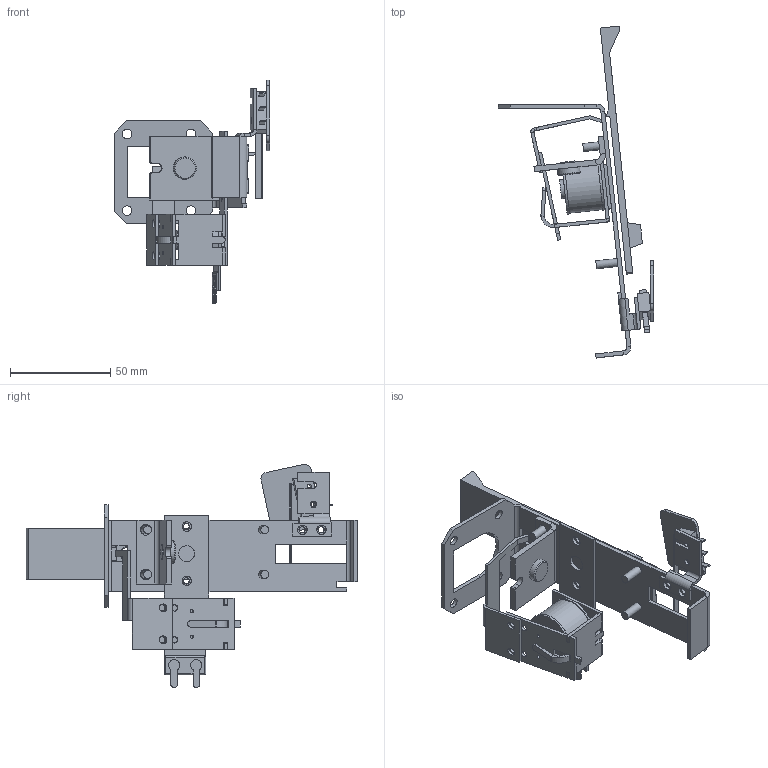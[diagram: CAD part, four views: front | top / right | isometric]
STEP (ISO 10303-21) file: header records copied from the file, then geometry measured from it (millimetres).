
FILE_DESCRIPTION(/* description */ (''),/* implementation_level */ '2;1');
FILE_NAME(/* name */ 'Smart Drop Target Left PBL-100-0043-00.step',/* time_stamp */ '2020-05-06T15:52:33-04:00',/* author */ (''),/* organization */ (''),/* preprocessor_version */ 'ST-DEVELOPER v18.1',/* originating_system */ 'Autodesk Translation Framework v9.2.0.1227',/* authorisation */ '');
FILE_SCHEMA (('AUTOMOTIVE_DESIGN { 1 0 10303 214 3 1 1 }'));
Length unit declared in the file: inch
Products named in the file (18): PBL-100-0043-00; Bracket; Drop Target Face; Switch Bracket; Blade Switch 1 15/16; Plastic Shield; Drop Target Coil Stop; Coil Stop WPC; Coil Stop Button WPC; Release Coil Bracket; Release Mount Plate; Coil SM1-26-600; Coil Wiring; Plastic Top; Plastic Bottom; Core; Release Pull Plate; Release Finger
Assembly tree (17 placements, depth 3):
  PBL-100-0043-00
    Bracket
    Drop Target Face
    Switch Bracket
    Blade Switch 1 15/16
    Plastic Shield
    Drop Target Coil Stop
      Coil Stop WPC
      Coil Stop Button WPC
    Release Coil Bracket
    Release Mount Plate
    Coil SM1-26-600
      Coil Wiring
      Plastic Top
      Plastic Bottom
      Core
    Release Pull Plate
    Release Finger
Bounding box: 77.29 x 165.22 x 111.16 mm (x, y, z)
Volume: 44398.6 mm3; surface area: 47432.5 mm2
Topology: 17 solids, 17 shells, 408 faces, 1018 edges, 645 vertices
Faces by surface type: plane 286, cylinder 113, torus 8, cone 1
Full cylindrical faces by diameter (mm): 1.587 x2, 2.032 x2, 3.175 x11, 3.969 x6, 4.762 x8, 5.359 x2, 7.137 x2, 7.938 x2, 9.525 x4, 11.176 x1, 12.7 x1, 24.606 x1, 25.4 x1
Entity records: 12750 total; most frequent: DIRECTION 2145, CARTESIAN_POINT 2106, ORIENTED_EDGE 2036, EDGE_CURVE 1018, LINE 777, VECTOR 777, AXIS2_PLACEMENT_3D 684, VERTEX_POINT 645
